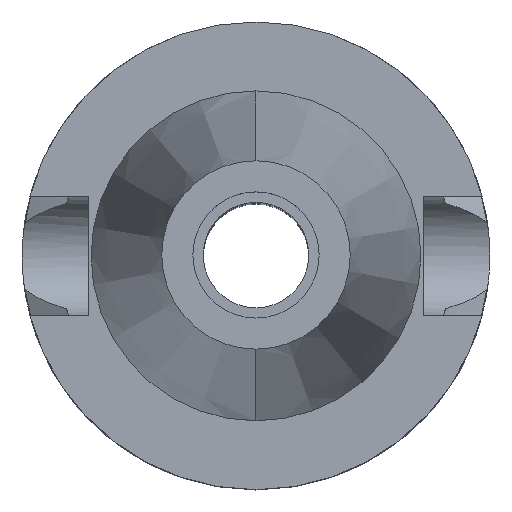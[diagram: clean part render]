
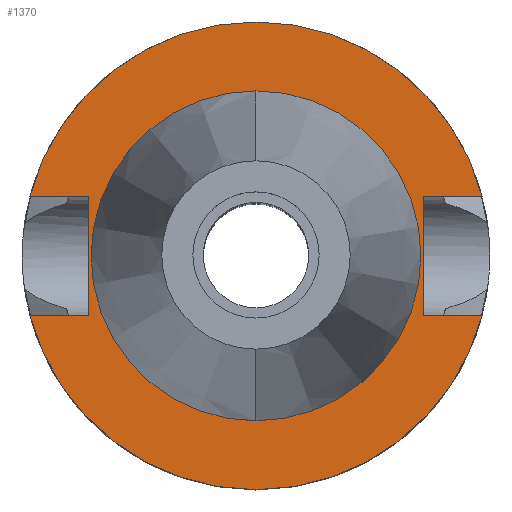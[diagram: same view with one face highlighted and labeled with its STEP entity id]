
A CAD part, top view. The second image highlights one B-rep face of the part: STEP entity #1370.
In plain terms, the highlighted planar face has unit normal (0, 0, 1).
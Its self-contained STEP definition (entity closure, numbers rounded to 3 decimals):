
#94=DIRECTION('',(0.,1.,0.));
#95=VECTOR('',#94,16.1);
#96=CARTESIAN_POINT('',(-22.5,-8.05,-1.));
#97=LINE('',#96,#95);
#101=DIRECTION('',(-1.,0.,0.));
#102=VECTOR('',#101,7.954);
#103=CARTESIAN_POINT('',(-22.5,8.05,-1.));
#104=LINE('',#103,#102);
#108=CARTESIAN_POINT('',(0.,0.,-1.));
#109=DIRECTION('',(0.,0.,-1.));
#110=DIRECTION('',(-0.967,0.256,0.));
#111=AXIS2_PLACEMENT_3D('',#108,#109,#110);
#116=CARTESIAN_POINT('',(0.,0.,-1.));
#117=DIRECTION('',(0.,0.,-1.));
#118=DIRECTION('',(0.,1.,0.));
#119=AXIS2_PLACEMENT_3D('',#116,#117,#118);
#124=DIRECTION('',(0.,-1.,0.));
#125=VECTOR('',#124,16.1);
#126=CARTESIAN_POINT('',(22.5,8.05,-1.));
#127=LINE('',#126,#125);
#131=DIRECTION('',(1.,0.,0.));
#132=VECTOR('',#131,7.954);
#133=CARTESIAN_POINT('',(22.5,-8.05,-1.));
#134=LINE('',#133,#132);
#138=CARTESIAN_POINT('',(0.,0.,-1.));
#139=DIRECTION('',(0.,0.,-1.));
#140=DIRECTION('',(0.967,-0.256,0.));
#141=AXIS2_PLACEMENT_3D('',#138,#139,#140);
#146=CARTESIAN_POINT('',(0.,0.,-1.));
#147=DIRECTION('',(0.,0.,-1.));
#148=DIRECTION('',(0.,-1.,0.));
#149=AXIS2_PLACEMENT_3D('',#146,#147,#148);
#154=CARTESIAN_POINT('',(0.,0.,-1.));
#155=DIRECTION('',(0.,0.,1.));
#156=DIRECTION('',(0.,-1.,0.));
#157=AXIS2_PLACEMENT_3D('',#154,#155,#156);
#162=CARTESIAN_POINT('',(0.,0.,-1.));
#163=DIRECTION('',(0.,0.,1.));
#164=DIRECTION('',(0.,1.,0.));
#165=AXIS2_PLACEMENT_3D('',#162,#163,#164);
#200=DIRECTION('',(-1.,0.,0.));
#201=VECTOR('',#200,7.954);
#202=CARTESIAN_POINT('',(-22.5,-8.05,-1.));
#203=LINE('',#202,#201);
#337=DIRECTION('',(1.,0.,0.));
#338=VECTOR('',#337,7.954);
#339=CARTESIAN_POINT('',(22.5,8.05,-1.));
#340=LINE('',#339,#338);
#1227=CARTESIAN_POINT('',(-22.5,-8.05,-1.));
#1228=VERTEX_POINT('',#1227);
#1229=CARTESIAN_POINT('',(-30.454,-8.05,-1.));
#1230=VERTEX_POINT('',#1229);
#1233=CARTESIAN_POINT('',(-22.5,8.05,-1.));
#1234=VERTEX_POINT('',#1233);
#1235=CARTESIAN_POINT('',(-30.454,8.05,-1.));
#1236=VERTEX_POINT('',#1235);
#1237=CARTESIAN_POINT('',(0.,31.5,-1.));
#1238=CARTESIAN_POINT('',(30.454,8.05,-1.));
#1239=VERTEX_POINT('',#1237);
#1240=VERTEX_POINT('',#1238);
#1241=CARTESIAN_POINT('',(22.5,8.05,-1.));
#1242=VERTEX_POINT('',#1241);
#1243=CARTESIAN_POINT('',(22.5,-8.05,-1.));
#1244=VERTEX_POINT('',#1243);
#1245=CARTESIAN_POINT('',(30.454,-8.05,-1.));
#1246=VERTEX_POINT('',#1245);
#1247=CARTESIAN_POINT('',(0.,-31.5,-1.));
#1248=VERTEX_POINT('',#1247);
#1249=CARTESIAN_POINT('',(0.,-22.225,-1.));
#1250=CARTESIAN_POINT('',(0.,22.225,-1.));
#1251=VERTEX_POINT('',#1249);
#1252=VERTEX_POINT('',#1250);
#1339=CARTESIAN_POINT('',(0.,0.,-1.));
#1340=DIRECTION('',(0.,0.,-1.));
#1341=DIRECTION('',(0.,-1.,0.));
#1342=AXIS2_PLACEMENT_3D('',#1339,#1340,#1341);
#1343=PLANE('',#1342);
#1345=ORIENTED_EDGE('',*,*,#1344,.T.);
#1347=ORIENTED_EDGE('',*,*,#1346,.T.);
#1349=ORIENTED_EDGE('',*,*,#1348,.T.);
#1351=ORIENTED_EDGE('',*,*,#1350,.T.);
#1353=ORIENTED_EDGE('',*,*,#1352,.F.);
#1355=ORIENTED_EDGE('',*,*,#1354,.T.);
#1357=ORIENTED_EDGE('',*,*,#1356,.T.);
#1359=ORIENTED_EDGE('',*,*,#1358,.T.);
#1361=ORIENTED_EDGE('',*,*,#1360,.T.);
#1363=ORIENTED_EDGE('',*,*,#1362,.F.);
#1364=EDGE_LOOP('',(#1345,#1347,#1349,#1351,#1353,#1355,#1357,#1359,#1361,
#1363));
#1365=FACE_OUTER_BOUND('',#1364,.F.);
#1366=ORIENTED_EDGE('',*,*,#1318,.T.);
#1367=ORIENTED_EDGE('',*,*,#1334,.T.);
#1368=EDGE_LOOP('',(#1366,#1367));
#1369=FACE_BOUND('',#1368,.F.);
#112=CIRCLE('',#111,31.5);
#120=CIRCLE('',#119,31.5);
#142=CIRCLE('',#141,31.5);
#150=CIRCLE('',#149,31.5);
#158=CIRCLE('',#157,22.225);
#166=CIRCLE('',#165,22.225);
#1318=EDGE_CURVE('',#1251,#1252,#158,.T.);
#1334=EDGE_CURVE('',#1252,#1251,#166,.T.);
#1344=EDGE_CURVE('',#1228,#1234,#97,.T.);
#1346=EDGE_CURVE('',#1234,#1236,#104,.T.);
#1348=EDGE_CURVE('',#1236,#1239,#112,.T.);
#1350=EDGE_CURVE('',#1239,#1240,#120,.T.);
#1352=EDGE_CURVE('',#1242,#1240,#340,.T.);
#1354=EDGE_CURVE('',#1242,#1244,#127,.T.);
#1356=EDGE_CURVE('',#1244,#1246,#134,.T.);
#1358=EDGE_CURVE('',#1246,#1248,#142,.T.);
#1360=EDGE_CURVE('',#1248,#1230,#150,.T.);
#1362=EDGE_CURVE('',#1228,#1230,#203,.T.);
#1370=ADVANCED_FACE('',(#1365,#1369),#1343,.F.);
